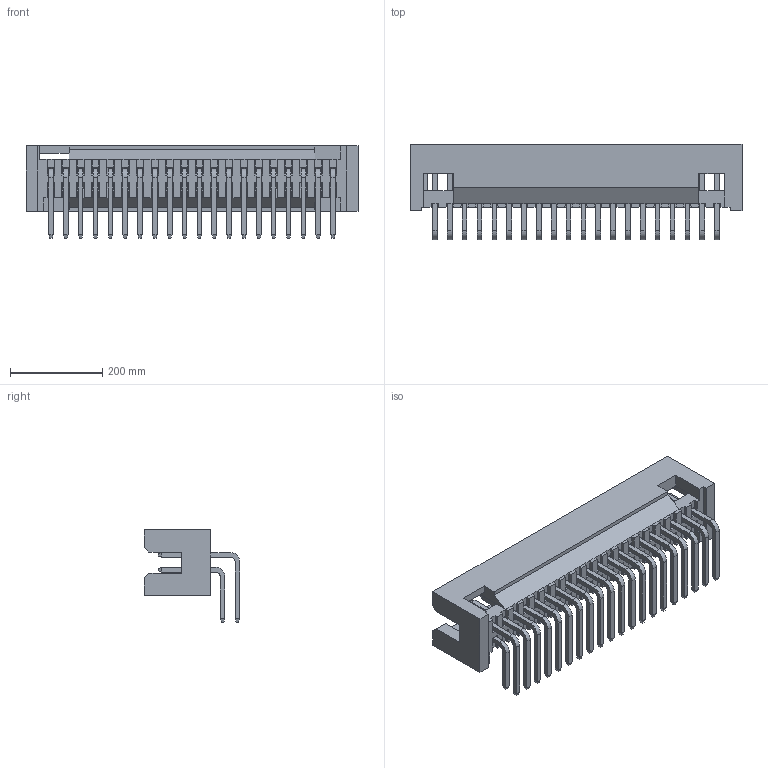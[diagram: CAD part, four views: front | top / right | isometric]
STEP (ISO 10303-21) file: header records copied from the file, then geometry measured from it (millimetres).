
FILE_DESCRIPTION( ('This file contains a STEP AP42 implementation' ,'as created by ZW3D STEP Interface translator.') ,'2;1' );
FILE_NAME( '3131-XXRXXBK00X1.stp' ,'231116.172449', (''), ('ZWCAD Software Co.'), 'Version 1.0', 'ZW3D to STEP translator', '' );
FILE_SCHEMA(('AUTOMOTIVE_DESIGN { 1 0 10303 214 1 1 1 1 }'));
Length unit declared in the file: millimetre
Products named in the file (2): 0; 3131-xxrxxbk00x1
Bounding box: 721.36 x 207.52 x 200.66 mm (x, y, z)
Volume: 7512699.7 mm3; surface area: 1010270.1 mm2
Topology: 1 solids, 1 shells, 1363 faces, 3429 edges, 2020 vertices
Faces by surface type: plane 1283, cylinder 80
Entity records: 40588 total; most frequent: ORIENTED_EDGE 6858, CARTESIAN_POINT 6813, DIRECTION 6317, EDGE_CURVE 3429, VECTOR 3269, LINE 3269, VERTEX_POINT 2020, AXIS2_PLACEMENT_3D 1524
